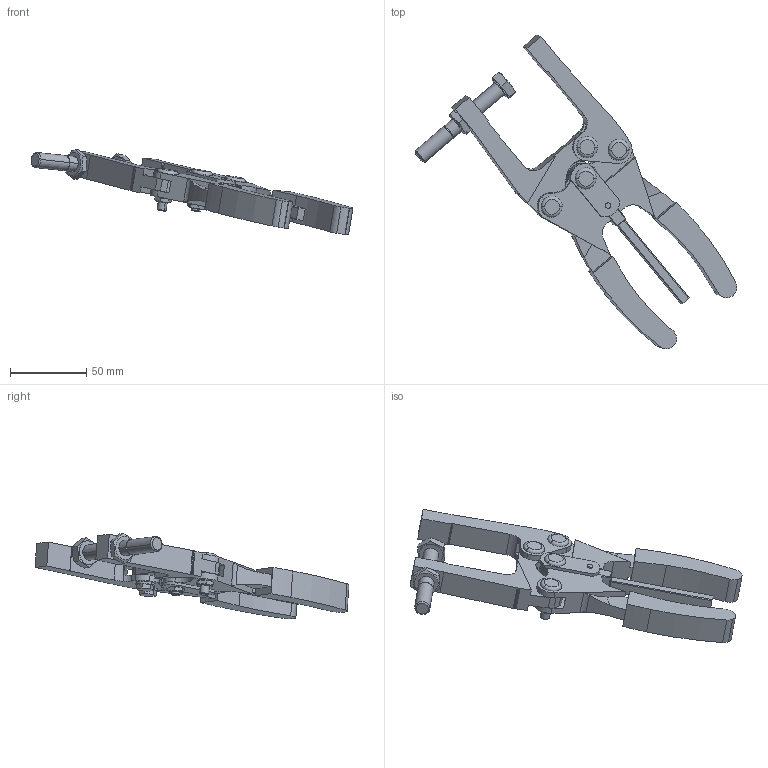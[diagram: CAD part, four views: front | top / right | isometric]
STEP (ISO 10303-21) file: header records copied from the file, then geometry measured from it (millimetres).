
FILE_DESCRIPTION(('CATIA V5 STEP Exchange'),'2;1');
FILE_NAME('SPANNZANGE_TS_G_545_JW44_357910.stp','2018-08-16T12:05:34+00:00',('none'),('none'),'CATIA Version 5 Release 19 SP 9 (IN-10)','CATIA V5 STEP AP214','none');
FILE_SCHEMA(('AUTOMOTIVE_DESIGN { 1 0 10303 214 1 1 1 1 }'));
Length unit declared in the file: millimetre
Products named in the file (1): SPANNZANGE_TS_G_545_JW44_357910
Bounding box: 211.8 x 206.51 x 56.18 mm (x, y, z)
Volume: 134613.3 mm3; surface area: 46464.7 mm2
Topology: 1 solids, 4 shells, 360 faces, 1061 edges, 728 vertices
Faces by surface type: plane 210, cylinder 114, cone 28, torus 8
Entity records: 13147 total; most frequent: CARTESIAN_POINT 3896, ORIENTED_EDGE 2122, DIRECTION 1543, EDGE_CURVE 1061, VERTEX_POINT 728, AXIS2_PLACEMENT_3D 647, VECTOR 549, LINE 549
